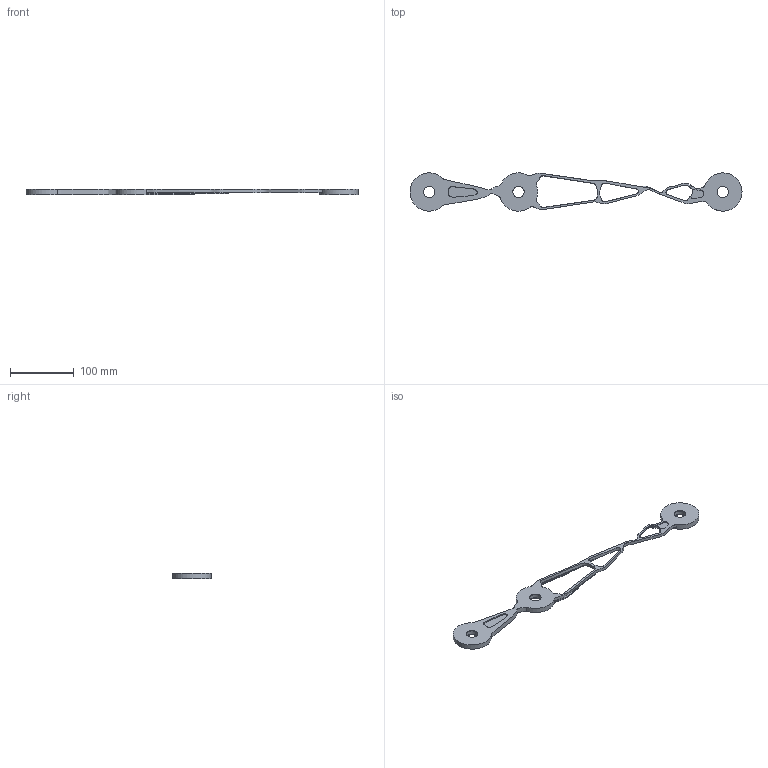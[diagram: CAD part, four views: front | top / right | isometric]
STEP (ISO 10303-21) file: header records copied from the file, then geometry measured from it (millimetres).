
FILE_DESCRIPTION(/* description */ (''),/* implementation_level */ '2;1');
FILE_NAME(/* name */ 'gendes.step',/* time_stamp */ '2024-02-12T20:29:23Z',/* author */ (''),/* organization */ (''),/* preprocessor_version */ 'ST-DEVELOPER v20',/* originating_system */ 'Autodesk Translation Framework v12.20.1.177',/* authorisation */ '');
FILE_SCHEMA (('AUTOMOTIVE_DESIGN { 1 0 10303 214 3 1 1 }'));
Length unit declared in the file: centimetre
Products named in the file (1): Outcome 1 - 40
Bounding box: 519.96 x 60 x 8.21 mm (x, y, z)
Volume: 88435.3 mm3; surface area: 37704.2 mm2
Topology: 1 solids, 1 shells, 64 faces, 164 edges, 101 vertices
Faces by surface type: bspline 33, cylinder 18, plane 13
Full cylindrical faces by diameter (mm): 18 x9, 60 x1
Entity records: 3094 total; most frequent: CARTESIAN_POINT 1708, ORIENTED_EDGE 328, DIRECTION 190, EDGE_CURVE 164, VERTEX_POINT 101, EDGE_LOOP 75, B_SPLINE_CURVE_WITH_KNOTS 72, AXIS2_PLACEMENT_3D 66
